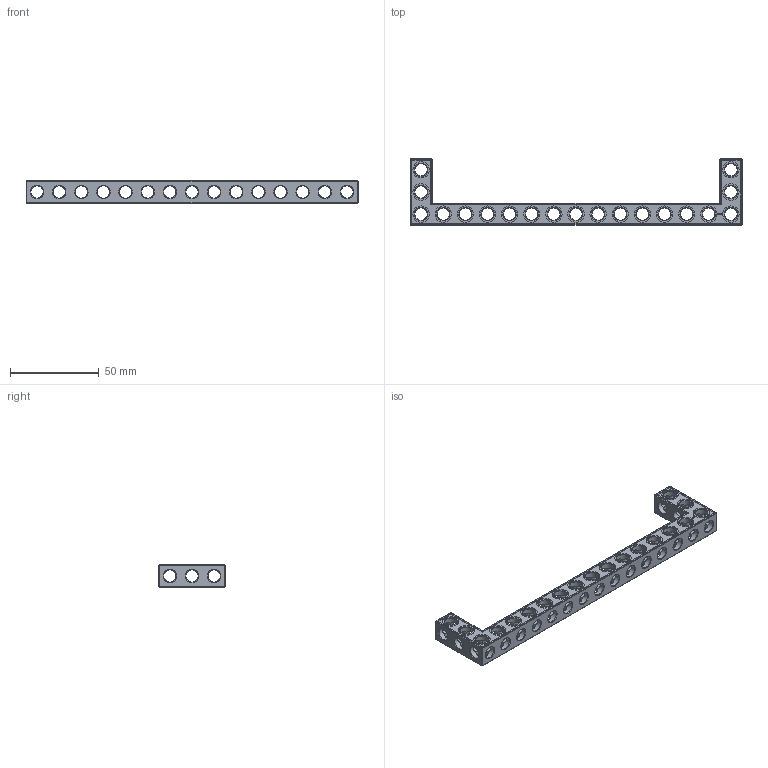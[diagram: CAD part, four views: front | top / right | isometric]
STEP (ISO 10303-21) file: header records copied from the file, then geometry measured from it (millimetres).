
FILE_DESCRIPTION(('FreeCAD Model'),'2;1');
FILE_NAME('Open CASCADE Shape Model','2022-03-06T13:28:35',('Author'),( ''),'Open CASCADE STEP processor 7.5','FreeCAD','Unknown');
FILE_SCHEMA(('AUTOMOTIVE_DESIGN { 1 0 10303 214 1 1 1 1 }'));
Products named in the file (1): Beam AGD ESS USH SYM BU15x03x01 - SPN-BEM-0538 (stemfie.org)
Bounding box: 187.5 x 37.5 x 12.5 mm (x, y, z)
Volume: 18554 mm3; surface area: 16683.2 mm2
Topology: 1 solids, 1 shells, 780 faces, 2308 edges, 1507 vertices
Faces by surface type: plane 393, extrusion 194, cylinder 115, cone 78
Full cylindrical faces by diameter (mm): 6.98 x8, 7 x88, 9.2 x19
Entity records: 81779 total; most frequent: CARTESIAN_POINT 38374, DIRECTION 7016, VECTOR 4759, ORIENTED_EDGE 4616, PCURVE 4616, DEFINITIONAL_REPRESENTATION 4616, LINE 4565, EDGE_CURVE 2308
